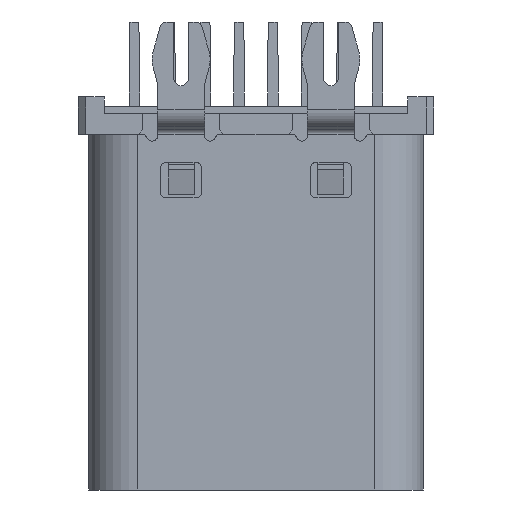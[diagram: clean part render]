
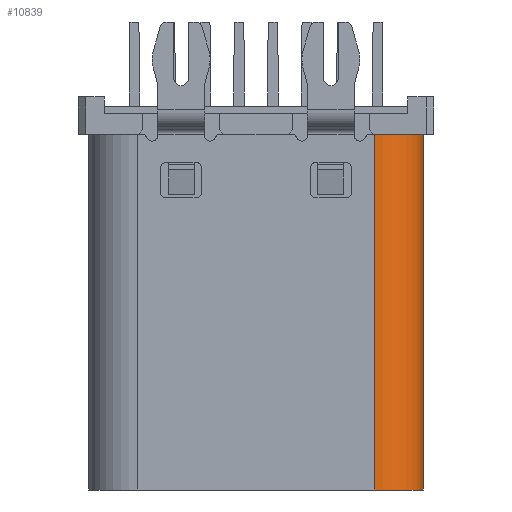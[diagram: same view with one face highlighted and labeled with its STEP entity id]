
A CAD part, front view. The second image highlights one B-rep face of the part: STEP entity #10839.
In plain terms, the highlighted cylindrical face has radius 1.3 mm (diameter 2.6 mm), a partial arc.
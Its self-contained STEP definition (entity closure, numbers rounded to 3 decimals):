
#1266=CARTESIAN_POINT('',(3.17,-0.28,-5.));
#1267=DIRECTION('',(0.,0.,1.));
#1268=DIRECTION('',(0.,-1.,0.));
#1269=AXIS2_PLACEMENT_3D('',#1266,#1267,#1268);
#1306=DIRECTION('',(0.,0.,-1.));
#1307=VECTOR('',#1306,9.5);
#1308=CARTESIAN_POINT('',(4.47,-0.28,4.5));
#1309=LINE('',#1308,#1307);
#1310=DIRECTION('',(0.,0.,1.));
#1311=VECTOR('',#1310,9.5);
#1312=CARTESIAN_POINT('',(3.17,-1.58,-5.));
#1313=LINE('',#1312,#1311);
#1339=CARTESIAN_POINT('',(3.17,-0.28,4.5));
#1340=DIRECTION('',(0.,0.,-1.));
#1341=DIRECTION('',(1.,0.,0.));
#1342=AXIS2_PLACEMENT_3D('',#1339,#1340,#1341);
#7580=CARTESIAN_POINT('',(3.17,-1.58,4.5));
#7582=VERTEX_POINT('',#7580);
#7594=CARTESIAN_POINT('',(4.47,-0.28,4.5));
#7595=VERTEX_POINT('',#7594);
#9363=CARTESIAN_POINT('',(3.17,-1.58,-5.));
#9365=VERTEX_POINT('',#9363);
#9371=CARTESIAN_POINT('',(4.47,-0.28,-5.));
#9372=VERTEX_POINT('',#9371);
#10826=CARTESIAN_POINT('',(3.17,-0.28,4.5));
#10827=DIRECTION('',(0.,0.,1.));
#10828=DIRECTION('',(1.,0.,0.));
#10829=AXIS2_PLACEMENT_3D('',#10826,#10827,#10828);
#10830=CYLINDRICAL_SURFACE('',#10829,1.3);
#10832=ORIENTED_EDGE('',*,*,#10831,.F.);
#10834=ORIENTED_EDGE('',*,*,#10833,.T.);
#10835=ORIENTED_EDGE('',*,*,#10791,.F.);
#10836=ORIENTED_EDGE('',*,*,#10180,.T.);
#10837=EDGE_LOOP('',(#10832,#10834,#10835,#10836));
#10838=FACE_OUTER_BOUND('',#10837,.F.);
#10839=ADVANCED_FACE('',(#10838),#10830,.T.);
#1270=CIRCLE('',#1269,1.3);
#1343=CIRCLE('',#1342,1.3);
#10180=EDGE_CURVE('',#9365,#7582,#1313,.T.);
#10791=EDGE_CURVE('',#9365,#9372,#1270,.T.);
#10831=EDGE_CURVE('',#7595,#7582,#1343,.T.);
#10833=EDGE_CURVE('',#7595,#9372,#1309,.T.);
